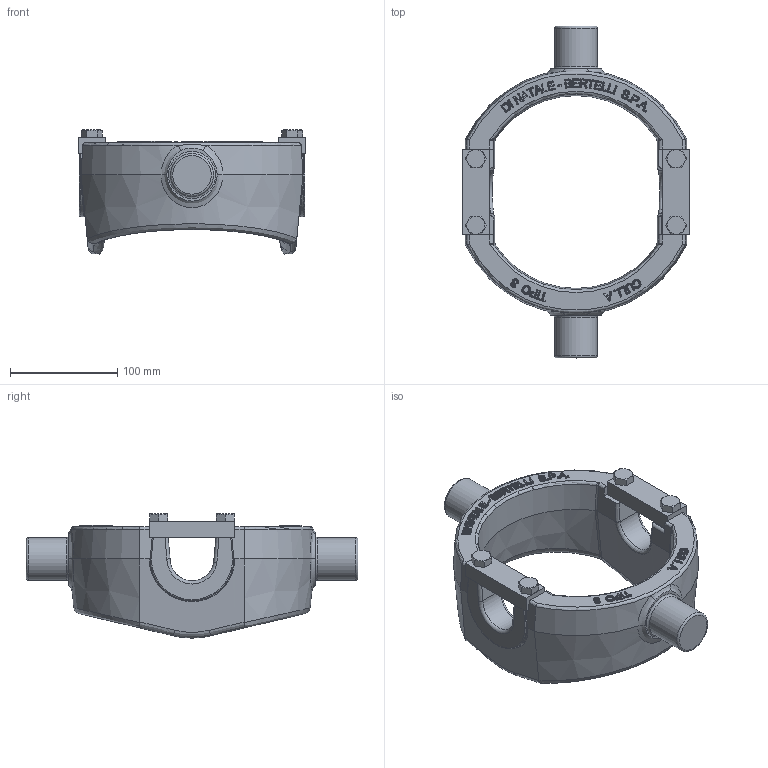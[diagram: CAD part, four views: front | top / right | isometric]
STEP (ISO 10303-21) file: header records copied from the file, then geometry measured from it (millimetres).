
FILE_DESCRIPTION( ( 'Unknown' ), '1' );
FILE_NAME( 'CULLA03.stp', 'Unknown', ( 'Unknown' ), ( 'Unknown' ), 'PSStep 16.0.42', 'Unknown', ' ' );
FILE_SCHEMA( ( 'AUTOMOTIVE_DESIGN { 1 0 10303 214 1 1 1 1 }' ) );
Length unit declared in the file: millimetre
Products named in the file (4): Assem1; 2516; 2516piastrina; VTE M10x25
Assembly tree (7 placements, depth 2):
  Assem1
    2516
    2516piastrina  x2
    VTE M10x25  x4
Bounding box: 212 x 310 x 115.91 mm (x, y, z)
Volume: 1272749.1 mm3; surface area: 166167.8 mm2
Topology: 7 solids, 7 shells, 1561 faces, 3621 edges, 1909 vertices
Faces by surface type: bspline 486, cylinder 242, extrusion 241, torus 221, sphere 209, plane 120, cone 42
Full cylindrical faces by diameter (mm): 8.376 x4, 10 x4, 11 x4, 40 x2
Entity records: 122741 total; most frequent: CARTESIAN_POINT 81252, ORIENTED_EDGE 6490, DIRECTION 5514, EDGE_CURVE 3245, AXIS2_PLACEMENT_3D 2364, VERTEX_POINT 1822, EDGE_LOOP 1577, CIRCLE 1547
